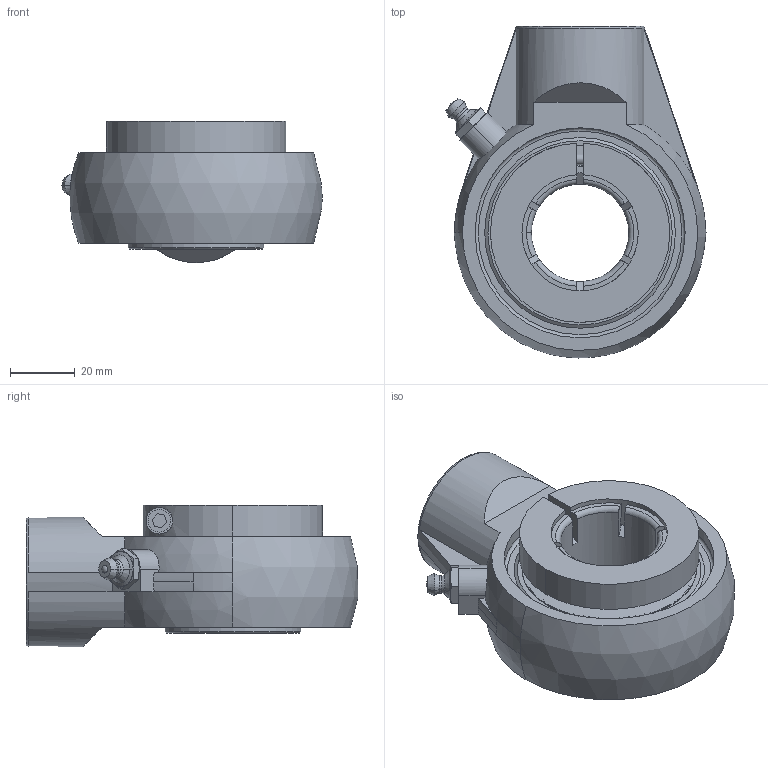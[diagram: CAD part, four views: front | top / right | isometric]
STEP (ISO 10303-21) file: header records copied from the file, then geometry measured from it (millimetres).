
FILE_DESCRIPTION(('HOOPS Exchange Step'),'2;1');
FILE_NAME('export-35495889-02F1-4DFE-BED1-5FAED7A76355.stp','2019-12-13T13:44:18-08:00',('ibuslach'),('Alibre'),'HOOPS Exchange 2019.2','Alibre','Unknown authorisation');
FILE_SCHEMA( ('AP242_MANAGED_MODEL_BASED_3D_ENGINEERING_MIM_LF {1 0 10303 442 1 1 4 }') );
Length unit declared in the file: centimetre
Products named in the file (8): MRN SHA 206 (NO LETTERING); ZERK 6mm; SUE 206 LOCK RING; SUE 204 BOLT; SUE 206 SHIELD; SUE 206-19 RACES; MRN SUE 206-19; MRN SUEHA 206-19
Assembly tree (8 placements, depth 3):
  MRN SUEHA 206-19
    MRN SHA 206 (NO LETTERING)
    ZERK 6mm
    MRN SUE 206-19
      SUE 206 LOCK RING
      SUE 204 BOLT
      SUE 206 SHIELD  x2
      SUE 206-19 RACES
Bounding box: 80.5 x 102.7 x 43.7 mm (x, y, z)
Volume: 118053.7 mm3; surface area: 51006.1 mm2
Topology: 8 solids, 8 shells, 230 faces, 622 edges, 407 vertices
Faces by surface type: plane 82, cylinder 57, cone 45, torus 28, sphere 14, bspline 4
Full cylindrical faces by diameter (mm): 1.478 x2, 3.242 x2, 4 x1, 6 x2, 7 x1, 8.25 x1, 19.05 x1, 30.162 x1, 42 x4, 42.508 x2, 52 x2, 54 x2, 65.017 x2
Entity records: 12147 total; most frequent: CARTESIAN_POINT 6289, DIRECTION 1256, ORIENTED_EDGE 1190, EDGE_CURVE 595, AXIS2_PLACEMENT_3D 529, VERTEX_POINT 393, CIRCLE 278, EDGE_LOOP 248
